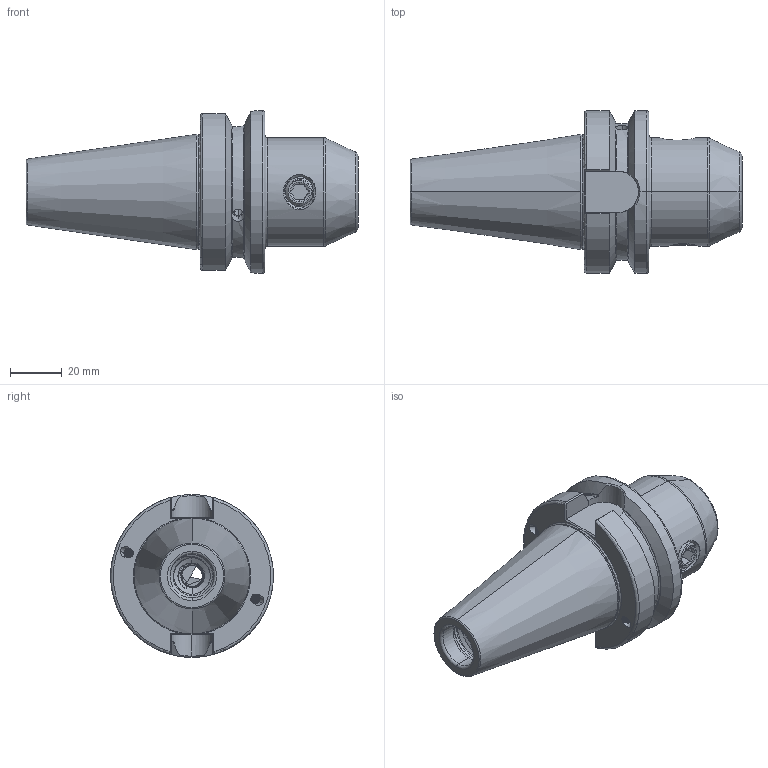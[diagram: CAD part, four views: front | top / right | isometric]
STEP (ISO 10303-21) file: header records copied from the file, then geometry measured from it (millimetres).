
FILE_DESCRIPTION (( 'STEP AP203' ), '1' );
FILE_NAME ('406.05.12.STEP', '2016-08-08T06:34:40', ( '' ), ( '' ), 'SwSTEP 2.0', 'SolidWorks 2012', '' );
FILE_SCHEMA (( 'CONFIG_CONTROL_DESIGN' ));
Length unit declared in the file: millimetre
Products named in the file (3): 側固12_M12x1.75_16L; 406.05.12
Assembly tree (2 placements, depth 2):
  406.05.12
    406.05.12
    側固12_M12x1.75_16L
Bounding box: 128.4 x 63 x 63 mm (x, y, z)
Volume: 161022.1 mm3; surface area: 31943.3 mm2
Topology: 2 solids, 2 shells, 301 faces, 816 edges, 523 vertices
Faces by surface type: cylinder 160, plane 46, torus 32, cone 31, bspline 30, sphere 2
Entity records: 26920 total; most frequent: CARTESIAN_POINT 20123, ORIENTED_EDGE 1628, DIRECTION 1087, EDGE_CURVE 814, VERTEX_POINT 523, AXIS2_PLACEMENT_3D 426, EDGE_LOOP 319, ADVANCED_FACE 301
